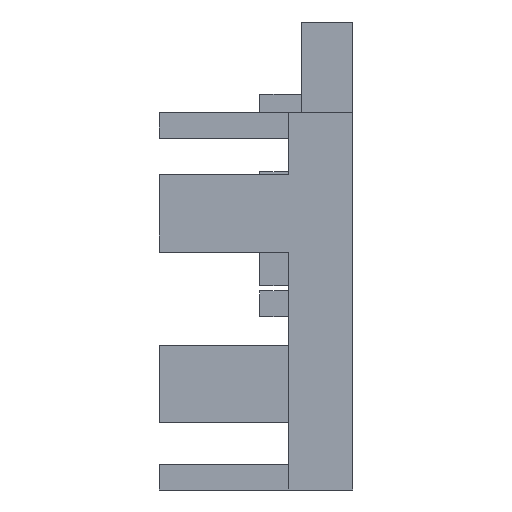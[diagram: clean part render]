
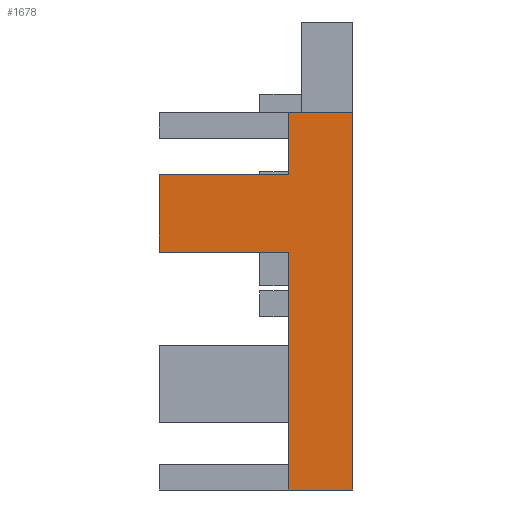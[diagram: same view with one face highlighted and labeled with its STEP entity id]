
A CAD part, left-side view. The second image highlights one B-rep face of the part: STEP entity #1678.
In plain terms, the highlighted planar face has unit normal (-1, 0, 0).
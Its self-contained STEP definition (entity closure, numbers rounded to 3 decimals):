
#114=FACE_OUTER_BOUND('',#216,.T.);
#216=EDGE_LOOP('',(#1469,#1470,#1471,#1472,#1473,#1474,#1475,#1476));
#387=LINE('',#2525,#615);
#391=LINE('',#2533,#619);
#425=LINE('',#2601,#653);
#431=LINE('',#2612,#659);
#432=LINE('',#2614,#660);
#441=LINE('',#2635,#669);
#442=LINE('',#2636,#670);
#443=LINE('',#2637,#671);
#615=VECTOR('',#2069,10.);
#619=VECTOR('',#2073,10.);
#653=VECTOR('',#2133,10.);
#659=VECTOR('',#2143,10.);
#660=VECTOR('',#2146,10.);
#669=VECTOR('',#2167,10.);
#670=VECTOR('',#2168,10.);
#671=VECTOR('',#2169,10.);
#791=VERTEX_POINT('',#2522);
#792=VERTEX_POINT('',#2524);
#795=VERTEX_POINT('',#2530);
#796=VERTEX_POINT('',#2532);
#817=VERTEX_POINT('',#2600);
#820=VERTEX_POINT('',#2610);
#825=VERTEX_POINT('',#2633);
#826=VERTEX_POINT('',#2634);
#995=EDGE_CURVE('',#791,#792,#387,.T.);
#999=EDGE_CURVE('',#795,#796,#391,.T.);
#1033=EDGE_CURVE('',#792,#817,#425,.T.);
#1039=EDGE_CURVE('',#795,#820,#431,.T.);
#1040=EDGE_CURVE('',#817,#820,#432,.T.);
#1049=EDGE_CURVE('',#825,#826,#441,.T.);
#1050=EDGE_CURVE('',#825,#796,#442,.T.);
#1051=EDGE_CURVE('',#826,#791,#443,.T.);
#1469=ORIENTED_EDGE('',*,*,#1049,.F.);
#1470=ORIENTED_EDGE('',*,*,#1050,.T.);
#1471=ORIENTED_EDGE('',*,*,#999,.F.);
#1472=ORIENTED_EDGE('',*,*,#1039,.T.);
#1473=ORIENTED_EDGE('',*,*,#1040,.F.);
#1474=ORIENTED_EDGE('',*,*,#1033,.F.);
#1475=ORIENTED_EDGE('',*,*,#995,.F.);
#1476=ORIENTED_EDGE('',*,*,#1051,.F.);
#1593=PLANE('',#1778);
#1678=ADVANCED_FACE('',(#114),#1593,.T.);
#1778=AXIS2_PLACEMENT_3D('',#2632,#2165,#2166);
#2069=DIRECTION('',(0.,0.,1.));
#2073=DIRECTION('',(0.,0.,1.));
#2133=DIRECTION('',(0.,1.,0.));
#2143=DIRECTION('',(0.,1.,0.));
#2146=DIRECTION('',(0.,0.,1.));
#2165=DIRECTION('center_axis',(-1.,0.,0.));
#2166=DIRECTION('ref_axis',(0.,0.,1.));
#2167=DIRECTION('',(0.,0.,-1.));
#2168=DIRECTION('',(0.,1.,0.));
#2169=DIRECTION('',(0.,1.,0.));
#2522=CARTESIAN_POINT('',(-200.,12.5,-50.));
#2524=CARTESIAN_POINT('',(-200.,12.5,-4.));
#2525=CARTESIAN_POINT('',(-200.,12.5,23.));
#2530=CARTESIAN_POINT('',(-200.,12.5,11.));
#2532=CARTESIAN_POINT('',(-200.,12.5,23.));
#2533=CARTESIAN_POINT('',(-200.,12.5,23.));
#2600=CARTESIAN_POINT('',(-200.,37.5,-4.));
#2601=CARTESIAN_POINT('',(-200.,12.5,-4.));
#2610=CARTESIAN_POINT('',(-200.,37.5,11.));
#2612=CARTESIAN_POINT('',(-200.,12.5,11.));
#2614=CARTESIAN_POINT('',(-200.,37.5,-4.));
#2632=CARTESIAN_POINT('Origin',(-200.,0.,-50.));
#2633=CARTESIAN_POINT('',(-200.,0.,23.));
#2634=CARTESIAN_POINT('',(-200.,0.,-50.));
#2635=CARTESIAN_POINT('',(-200.,0.,23.));
#2636=CARTESIAN_POINT('',(-200.,0.,23.));
#2637=CARTESIAN_POINT('',(-200.,0.,-50.));
